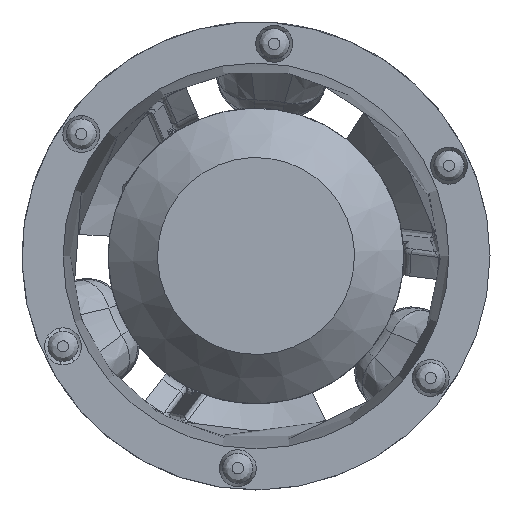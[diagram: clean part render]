
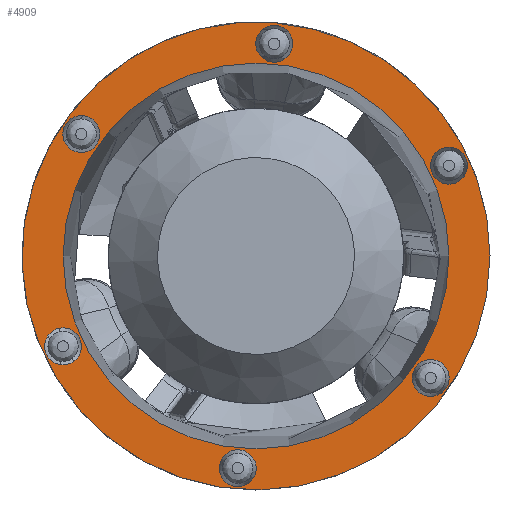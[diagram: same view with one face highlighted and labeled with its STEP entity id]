
A CAD part, left-side view. The second image highlights one B-rep face of the part: STEP entity #4909.
In plain terms, the highlighted planar face has unit normal (-1, 0, 0).
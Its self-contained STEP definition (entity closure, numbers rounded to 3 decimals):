
#16=FACE_BOUND('',#1014,.T.);
#17=FACE_BOUND('',#1015,.T.);
#18=FACE_BOUND('',#1016,.T.);
#19=FACE_BOUND('',#1017,.T.);
#20=FACE_BOUND('',#1018,.T.);
#21=FACE_BOUND('',#1019,.T.);
#22=FACE_BOUND('',#1020,.T.);
#140=PLANE('',#5360);
#370=CIRCLE('',#5155,9.5);
#371=CIRCLE('',#5156,9.5);
#467=CIRCLE('',#5350,7.832);
#468=CIRCLE('',#5351,7.832);
#471=CIRCLE('',#5361,0.75);
#472=CIRCLE('',#5362,0.75);
#473=CIRCLE('',#5363,0.75);
#474=CIRCLE('',#5364,0.75);
#475=CIRCLE('',#5365,0.75);
#476=CIRCLE('',#5366,0.75);
#739=FACE_OUTER_BOUND('',#1013,.T.);
#1013=EDGE_LOOP('',(#3847,#3848));
#1014=EDGE_LOOP('',(#3849));
#1015=EDGE_LOOP('',(#3850));
#1016=EDGE_LOOP('',(#3851));
#1017=EDGE_LOOP('',(#3852));
#1018=EDGE_LOOP('',(#3853));
#1019=EDGE_LOOP('',(#3854));
#1020=EDGE_LOOP('',(#3855,#3856));
#1896=VERTEX_POINT('',#10485);
#1897=VERTEX_POINT('',#10486);
#2036=VERTEX_POINT('',#29758);
#2037=VERTEX_POINT('',#29760);
#2043=VERTEX_POINT('',#30126);
#2044=VERTEX_POINT('',#30128);
#2045=VERTEX_POINT('',#30130);
#2046=VERTEX_POINT('',#30132);
#2047=VERTEX_POINT('',#30134);
#2048=VERTEX_POINT('',#30136);
#2420=EDGE_CURVE('',#1896,#1897,#370,.T.);
#2421=EDGE_CURVE('',#1897,#1896,#371,.T.);
#2697=EDGE_CURVE('',#2036,#2037,#467,.T.);
#2698=EDGE_CURVE('',#2037,#2036,#468,.T.);
#2714=EDGE_CURVE('',#2043,#2043,#471,.T.);
#2715=EDGE_CURVE('',#2044,#2044,#472,.T.);
#2716=EDGE_CURVE('',#2045,#2045,#473,.T.);
#2717=EDGE_CURVE('',#2046,#2046,#474,.T.);
#2718=EDGE_CURVE('',#2047,#2047,#475,.T.);
#2719=EDGE_CURVE('',#2048,#2048,#476,.T.);
#3847=ORIENTED_EDGE('',*,*,#2420,.T.);
#3848=ORIENTED_EDGE('',*,*,#2421,.T.);
#3849=ORIENTED_EDGE('',*,*,#2714,.T.);
#3850=ORIENTED_EDGE('',*,*,#2715,.T.);
#3851=ORIENTED_EDGE('',*,*,#2716,.T.);
#3852=ORIENTED_EDGE('',*,*,#2717,.T.);
#3853=ORIENTED_EDGE('',*,*,#2718,.T.);
#3854=ORIENTED_EDGE('',*,*,#2719,.T.);
#3855=ORIENTED_EDGE('',*,*,#2698,.F.);
#3856=ORIENTED_EDGE('',*,*,#2697,.F.);
#4909=ADVANCED_FACE('',(#739,#16,#17,#18,#19,#20,#21,#22),#140,.T.);
#5155=AXIS2_PLACEMENT_3D('',#10487,#5806,#5807);
#5156=AXIS2_PLACEMENT_3D('',#10488,#5808,#5809);
#5350=AXIS2_PLACEMENT_3D('',#29761,#6217,#6218);
#5351=AXIS2_PLACEMENT_3D('',#29762,#6219,#6220);
#5360=AXIS2_PLACEMENT_3D('',#30125,#6238,#6239);
#5361=AXIS2_PLACEMENT_3D('',#30127,#6240,#6241);
#5362=AXIS2_PLACEMENT_3D('',#30129,#6242,#6243);
#5363=AXIS2_PLACEMENT_3D('',#30131,#6244,#6245);
#5364=AXIS2_PLACEMENT_3D('',#30133,#6246,#6247);
#5365=AXIS2_PLACEMENT_3D('',#30135,#6248,#6249);
#5366=AXIS2_PLACEMENT_3D('',#30137,#6250,#6251);
#5806=DIRECTION('center_axis',(-1.,0.,0.));
#5807=DIRECTION('ref_axis',(0.,1.,0.));
#5808=DIRECTION('center_axis',(-1.,0.,0.));
#5809=DIRECTION('ref_axis',(0.,1.,0.));
#6217=DIRECTION('center_axis',(-1.,0.,0.));
#6218=DIRECTION('ref_axis',(0.,1.,0.));
#6219=DIRECTION('center_axis',(-1.,0.,0.));
#6220=DIRECTION('ref_axis',(0.,1.,0.));
#6238=DIRECTION('center_axis',(-1.,0.,0.));
#6239=DIRECTION('ref_axis',(0.,1.,0.));
#6240=DIRECTION('center_axis',(1.,0.,0.));
#6241=DIRECTION('ref_axis',(0.,-0.866,-0.5));
#6242=DIRECTION('center_axis',(1.,0.,0.));
#6243=DIRECTION('ref_axis',(0.,0.,-1.));
#6244=DIRECTION('center_axis',(1.,0.,0.));
#6245=DIRECTION('ref_axis',(0.,0.866,-0.5));
#6246=DIRECTION('center_axis',(1.,0.,0.));
#6247=DIRECTION('ref_axis',(0.,0.866,0.5));
#6248=DIRECTION('center_axis',(1.,0.,0.));
#6249=DIRECTION('ref_axis',(0.,0.,
1.));
#6250=DIRECTION('center_axis',(1.,0.,0.));
#6251=DIRECTION('ref_axis',(0.,-0.866,0.5));
#10485=CARTESIAN_POINT('',(-37.529,8.852,7.004));
#10486=CARTESIAN_POINT('',(-37.529,-7.066,0.));
#10487=CARTESIAN_POINT('Origin',(-37.529,2.434,0.));
#10488=CARTESIAN_POINT('Origin',(-37.529,2.434,0.));
#29758=CARTESIAN_POINT('',(-37.529,-5.398,0.));
#29760=CARTESIAN_POINT('',(-37.529,1.074,7.713));
#29761=CARTESIAN_POINT('Origin',(-37.529,2.434,0.));
#29762=CARTESIAN_POINT('Origin',(-37.529,2.434,0.));
#30125=CARTESIAN_POINT('Origin',(-37.529,10.434,0.));
#30126=CARTESIAN_POINT('',(-37.529,2.342,8.993));
#30127=CARTESIAN_POINT('Origin',(-37.529,1.693,8.618));
#30128=CARTESIAN_POINT('',(-37.529,-5.4,4.417));
#30129=CARTESIAN_POINT('Origin',(-37.529,-5.4,3.667));
#30130=CARTESIAN_POINT('',(-37.529,-5.308,-4.575));
#30131=CARTESIAN_POINT('Origin',(-37.529,-4.659,-4.95));
#30132=CARTESIAN_POINT('',(-37.529,2.525,-8.993));
#30133=CARTESIAN_POINT('Origin',(-37.529,3.175,-8.618));
#30134=CARTESIAN_POINT('',(-37.529,10.267,-4.417));
#30135=CARTESIAN_POINT('Origin',(-37.529,10.267,-3.667));
#30136=CARTESIAN_POINT('',(-37.529,10.176,4.575));
#30137=CARTESIAN_POINT('Origin',(-37.529,9.526,4.95));
